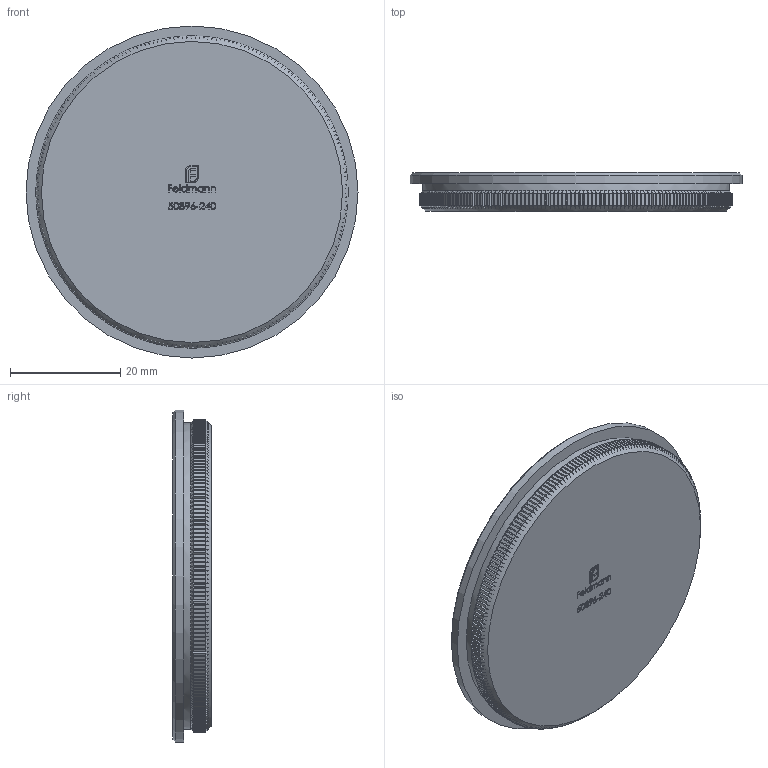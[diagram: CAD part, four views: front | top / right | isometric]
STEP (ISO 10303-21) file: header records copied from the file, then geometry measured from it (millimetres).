
FILE_DESCRIPTION (( 'STEP AP203' ), '1' );
FILE_NAME ('50896-240.step', '2021-11-15T09:34:07', ( '' ), ( '' ), 'SwSTEP 2.0', 'SolidWorks 2018', '' );
FILE_SCHEMA (( 'CONFIG_CONTROL_DESIGN' ));
Length unit declared in the file: millimetre
Products named in the file (2): 50896-240
Bounding box: 60.3 x 7 x 60.3 mm (x, y, z)
Volume: 18048 mm3; surface area: 7415.6 mm2
Topology: 1 solids, 1 shells, 1201 faces, 3050 edges, 1880 vertices
Faces by surface type: plane 602, cylinder 232, cone 232, bspline 135
Full cylindrical faces by diameter (mm): 55.7 x1, 60.3 x1
Entity records: 43433 total; most frequent: CARTESIAN_POINT 16754, ORIENTED_EDGE 6086, DIRECTION 4684, EDGE_CURVE 3043, VERTEX_POINT 1877, AXIS2_PLACEMENT_3D 1763, EDGE_LOOP 1234, FACE_OUTER_BOUND 1203
